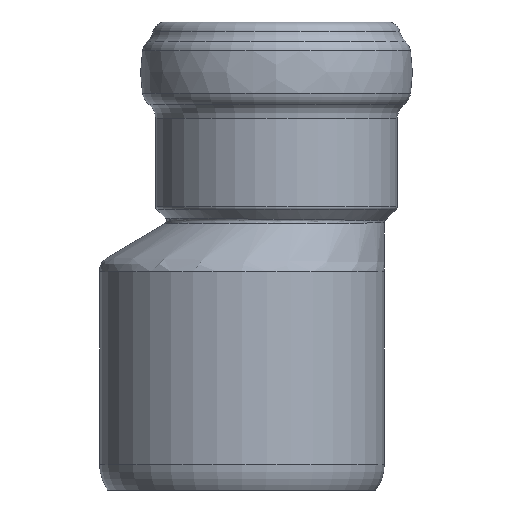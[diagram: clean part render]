
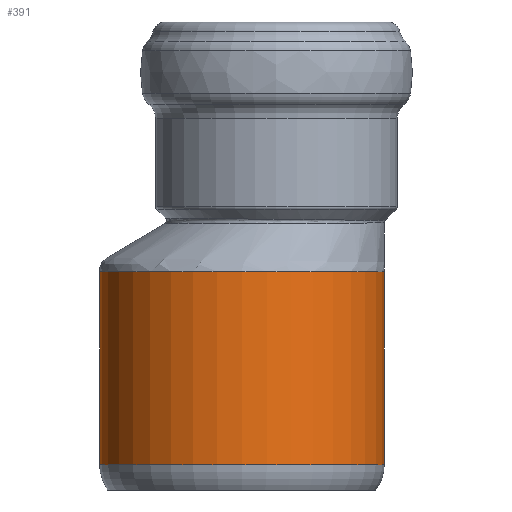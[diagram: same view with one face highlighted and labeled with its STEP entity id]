
A CAD part, left-side view. The second image highlights one B-rep face of the part: STEP entity #391.
In plain terms, the highlighted cylindrical face has radius 39.1 mm (diameter 78.2 mm), a full revolution.
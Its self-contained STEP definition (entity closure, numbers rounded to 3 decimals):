
#24=CYLINDRICAL_SURFACE('',#448,39.1);
#63=FACE_BOUND('',#155,.T.);
#99=FACE_OUTER_BOUND('',#154,.T.);
#154=EDGE_LOOP('',(#351,#352));
#155=EDGE_LOOP('',(#353));
#171=CIRCLE('',#397,39.1);
#172=CIRCLE('',#398,39.1);
#197=CIRCLE('',#446,39.1);
#202=VERTEX_POINT('',#954);
#203=VERTEX_POINT('',#963);
#232=VERTEX_POINT('',#1488);
#239=EDGE_CURVE('',#203,#202,#171,.T.);
#240=EDGE_CURVE('',#202,#203,#172,.T.);
#273=EDGE_CURVE('',#232,#232,#197,.T.);
#351=ORIENTED_EDGE('',*,*,#240,.T.);
#352=ORIENTED_EDGE('',*,*,#239,.T.);
#353=ORIENTED_EDGE('',*,*,#273,.F.);
#391=ADVANCED_FACE('',(#99,#63),#24,.T.);
#397=AXIS2_PLACEMENT_3D('',#964,#456,#457);
#398=AXIS2_PLACEMENT_3D('',#965,#458,#459);
#446=AXIS2_PLACEMENT_3D('',#1489,#554,#555);
#448=AXIS2_PLACEMENT_3D('',#1492,#558,#559);
#456=DIRECTION('center_axis',(0.,0.,-1.));
#457=DIRECTION('ref_axis',(-1.,0.,0.));
#458=DIRECTION('center_axis',(0.,0.,-1.));
#459=DIRECTION('ref_axis',(-1.,0.,0.));
#554=DIRECTION('center_axis',(0.,0.,-1.));
#555=DIRECTION('ref_axis',(-1.,0.,0.));
#558=DIRECTION('center_axis',(0.,0.,-1.));
#559=DIRECTION('ref_axis',(-1.,0.,0.));
#954=CARTESIAN_POINT('',(0.,39.1,0.));
#963=CARTESIAN_POINT('',(0.,-39.1,0.));
#964=CARTESIAN_POINT('Origin',(0.,0.,0.));
#965=CARTESIAN_POINT('Origin',(0.,0.,0.));
#1488=CARTESIAN_POINT('',(0.,-39.1,-53.));
#1489=CARTESIAN_POINT('Origin',(0.,0.,-53.));
#1492=CARTESIAN_POINT('Origin',(0.,0.,0.));
